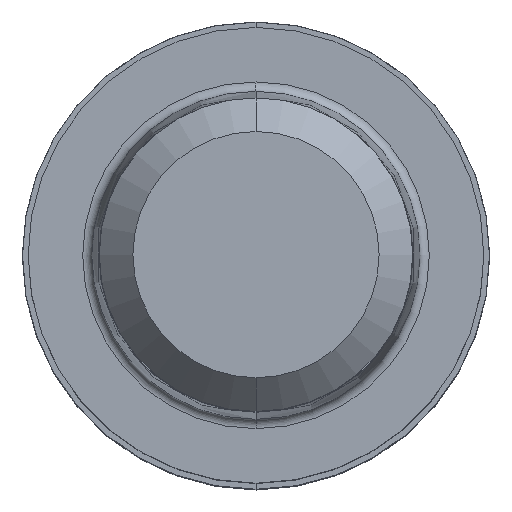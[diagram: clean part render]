
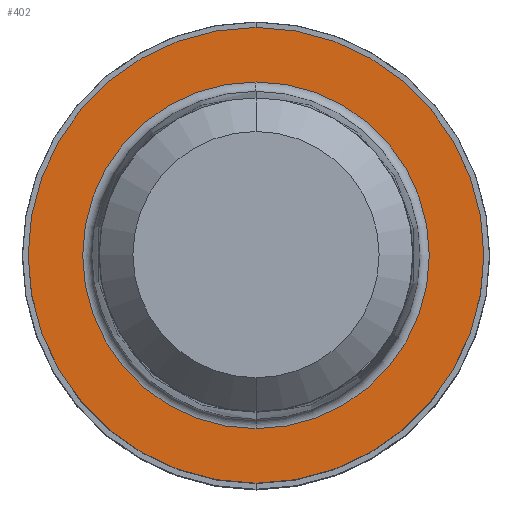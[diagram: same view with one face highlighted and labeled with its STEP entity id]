
A CAD part, top view. The second image highlights one B-rep face of the part: STEP entity #402.
In plain terms, the highlighted planar face has unit normal (0, 0, 1).
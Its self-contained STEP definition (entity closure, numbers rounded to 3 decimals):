
#170=EDGE_CURVE('',#290,#206,#445,.T.);
#206=VERTEX_POINT('',#485);
#262=EDGE_CURVE('',#384,#370,#551,.T.);
#290=VERTEX_POINT('',#579);
#324=EDGE_CURVE('',#206,#290,#615,.T.);
#360=EDGE_CURVE('',#370,#384,#656,.T.);
#370=VERTEX_POINT('',#667);
#384=VERTEX_POINT('',#684);
#402=ADVANCED_FACE('',(#707,#708),#709,.T.);
#445=CIRCLE('',#749,4.45);
#485=CARTESIAN_POINT('',(0.,-4.45,0.01));
#551=CIRCLE('',#882,5.85);
#579=CARTESIAN_POINT('',(0.0,4.45,0.01));
#615=CIRCLE('',#969,4.45);
#656=CIRCLE('',#1025,5.85);
#667=CARTESIAN_POINT('',(0.0,5.85,0.01));
#684=CARTESIAN_POINT('',(0.,-5.85,0.01));
#707=FACE_OUTER_BOUND('',#1085,.T.);
#708=FACE_BOUND('',#1086,.T.);
#709=PLANE('',#1087);
#749=AXIS2_PLACEMENT_3D('',#1118,#1119,#1120);
#882=AXIS2_PLACEMENT_3D('',#1264,#1265,#1266);
#969=AXIS2_PLACEMENT_3D('',#1326,#1327,#1328);
#1025=AXIS2_PLACEMENT_3D('',#1372,#1373,#1374);
#1085=EDGE_LOOP('',(#1452,#1453));
#1086=EDGE_LOOP('',(#1454,#1455));
#1087=AXIS2_PLACEMENT_3D('',#1456,#1457,#1458);
#1118=CARTESIAN_POINT('',(0.0,0.0,0.01));
#1119=DIRECTION('',(0.0,0.0,-1.0));
#1120=DIRECTION('',(0.0,1.0,0.0));
#1264=CARTESIAN_POINT('',(0.0,0.0,0.01));
#1265=DIRECTION('',(0.0,0.0,-1.0));
#1266=DIRECTION('',(0.0,1.0,0.0));
#1326=CARTESIAN_POINT('',(0.0,0.0,0.01));
#1327=DIRECTION('',(0.0,0.0,-1.0));
#1328=DIRECTION('',(0.0,1.0,0.0));
#1372=CARTESIAN_POINT('',(0.0,0.0,0.01));
#1373=DIRECTION('',(0.0,0.0,-1.0));
#1374=DIRECTION('',(0.0,1.0,0.0));
#1452=ORIENTED_EDGE('',*,*,#360,.F.);
#1453=ORIENTED_EDGE('',*,*,#262,.F.);
#1454=ORIENTED_EDGE('',*,*,#170,.T.);
#1455=ORIENTED_EDGE('',*,*,#324,.T.);
#1456=CARTESIAN_POINT('',(0.0,2.925,0.01));
#1457=DIRECTION('',(-0.0,0.0,1.0));
#1458=DIRECTION('',(0.0,-1.0,0.0));
